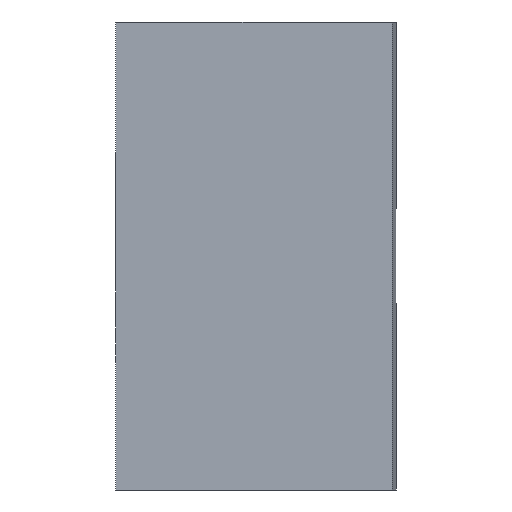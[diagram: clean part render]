
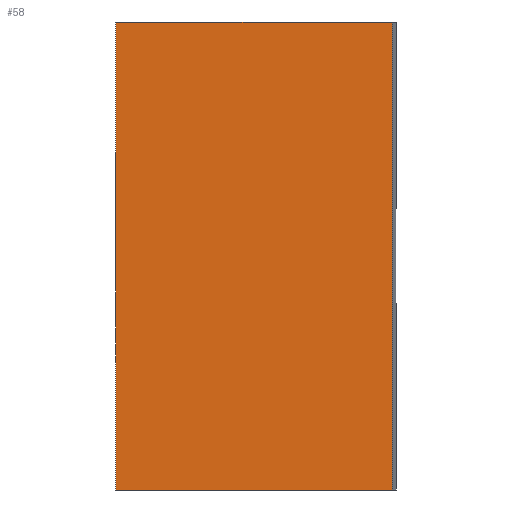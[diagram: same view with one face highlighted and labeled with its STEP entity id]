
A CAD part, left-side view. The second image highlights one B-rep face of the part: STEP entity #58.
In plain terms, the highlighted planar face has unit normal (-1, 0, 0).
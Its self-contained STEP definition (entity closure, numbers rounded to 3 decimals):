
#58 = ADVANCED_FACE( '', ( #114 ), #115, .F. );
#114 = FACE_OUTER_BOUND( '', #164, .T. );
#115 = PLANE( '', #165 );
#164 = EDGE_LOOP( '', ( #275, #276, #277, #278 ) );
#165 = AXIS2_PLACEMENT_3D( '', #279, #280, #281 );
#275 = ORIENTED_EDGE( '', *, *, #358, .T. );
#276 = ORIENTED_EDGE( '', *, *, #350, .F. );
#277 = ORIENTED_EDGE( '', *, *, #311, .F. );
#278 = ORIENTED_EDGE( '', *, *, #341, .T. );
#279 = CARTESIAN_POINT( '', ( 0., 0., 10. ) );
#280 = DIRECTION( '', ( 1., 0., 0. ) );
#281 = DIRECTION( '', ( 0., 0., -1. ) );
#311 = EDGE_CURVE( '', #364, #365, #366, .T. );
#341 = EDGE_CURVE( '', #364, #414, #416, .T. );
#350 = EDGE_CURVE( '', #365, #424, #428, .T. );
#358 = EDGE_CURVE( '', #414, #424, #437, .T. );
#364 = VERTEX_POINT( '', #443 );
#365 = VERTEX_POINT( '', #444 );
#366 = LINE( '', #445, #446 );
#414 = VERTEX_POINT( '', #520 );
#416 = LINE( '', #523, #524 );
#424 = VERTEX_POINT( '', #536 );
#428 = LINE( '', #541, #542 );
#437 = LINE( '', #555, #556 );
#443 = CARTESIAN_POINT( '', ( 0., 0., 10. ) );
#444 = CARTESIAN_POINT( '', ( 0., -11.832, 10. ) );
#445 = CARTESIAN_POINT( '', ( 0., 0., 10. ) );
#446 = VECTOR( '', #561, 1000. );
#520 = CARTESIAN_POINT( '', ( 0., 0., -10. ) );
#523 = CARTESIAN_POINT( '', ( 0., 0., 10. ) );
#524 = VECTOR( '', #599, 1000. );
#536 = CARTESIAN_POINT( '', ( 0., -11.832, -10. ) );
#541 = CARTESIAN_POINT( '', ( 0., -11.832, 10. ) );
#542 = VECTOR( '', #608, 1000. );
#555 = CARTESIAN_POINT( '', ( 0., 0., -10. ) );
#556 = VECTOR( '', #613, 1000. );
#561 = DIRECTION( '', ( 0., -1., 0. ) );
#599 = DIRECTION( '', ( 0., 0., -1. ) );
#608 = DIRECTION( '', ( 0., 0., -1. ) );
#613 = DIRECTION( '', ( 0., -1., 0. ) );
